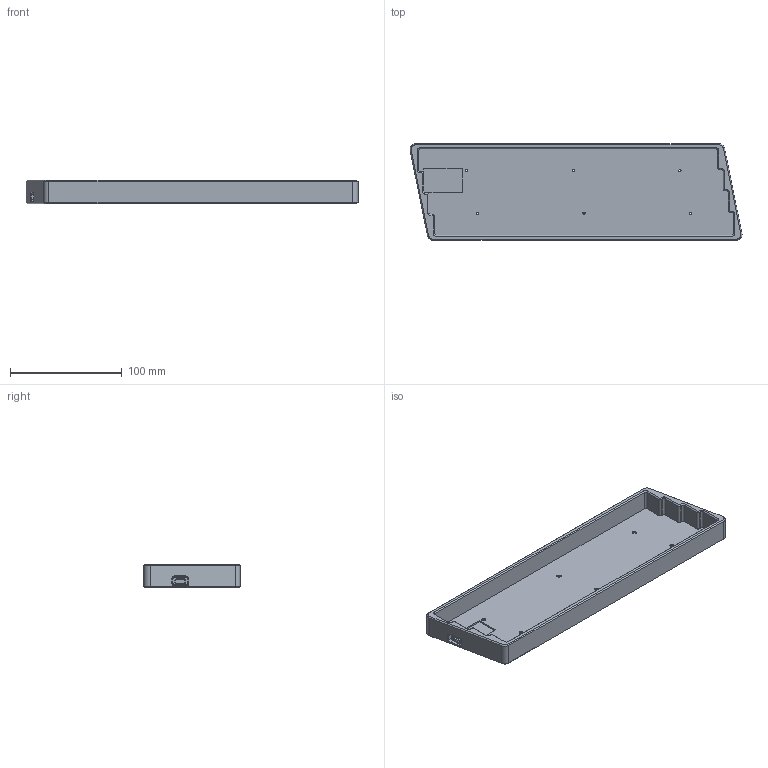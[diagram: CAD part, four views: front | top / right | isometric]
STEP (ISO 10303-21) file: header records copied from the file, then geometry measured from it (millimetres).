
FILE_DESCRIPTION(/* description */ (''),/* implementation_level */ '2;1');
FILE_NAME(/* name */ 'XLantCase.step',/* time_stamp */ '2020-04-26T12:19:53-04:00',/* author */ (''),/* organization */ (''),/* preprocessor_version */ 'ST-DEVELOPER v18.1',/* originating_system */ 'Autodesk Translation Framework v9.2.0.1227',/* authorisation */ '');
FILE_SCHEMA (('AUTOMOTIVE_DESIGN { 1 0 10303 214 3 1 1 }'));
Length unit declared in the file: millimetre
Products named in the file (1): Case
Bounding box: 296.74 x 86.2 x 21.15 mm (x, y, z)
Volume: 121904 mm3; surface area: 76288 mm2
Topology: 1 solids, 1 shells, 166 faces, 414 edges, 258 vertices
Faces by surface type: plane 74, cylinder 56, cone 24, torus 8, bspline 4
Full cylindrical faces by diameter (mm): 2 x6, 4 x6
Entity records: 5090 total; most frequent: CARTESIAN_POINT 945, DIRECTION 909, ORIENTED_EDGE 828, EDGE_CURVE 414, AXIS2_PLACEMENT_3D 332, VERTEX_POINT 258, LINE 245, VECTOR 245
